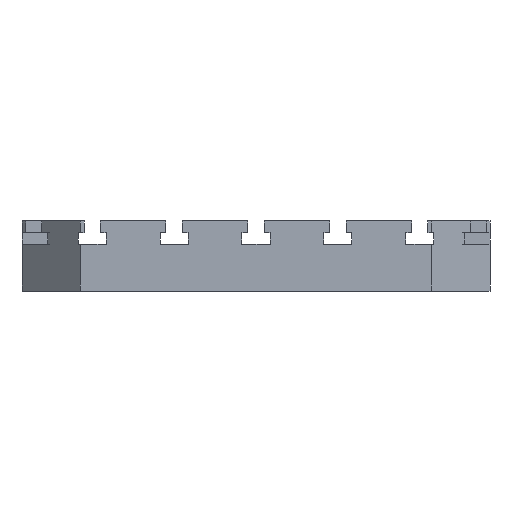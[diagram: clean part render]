
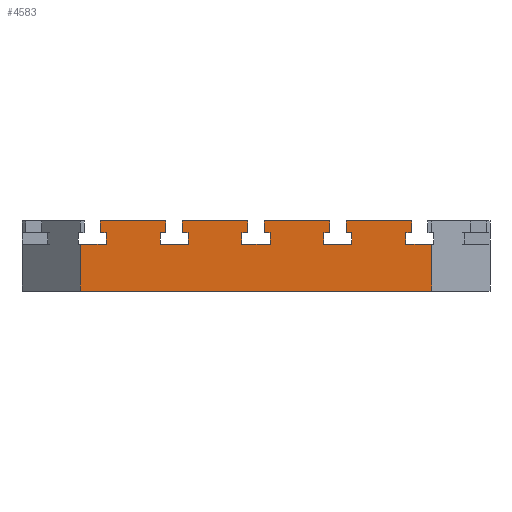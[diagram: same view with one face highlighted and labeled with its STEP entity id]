
A CAD part, left-side view. The second image highlights one B-rep face of the part: STEP entity #4583.
In plain terms, the highlighted planar face has unit normal (-1, 0, 0).
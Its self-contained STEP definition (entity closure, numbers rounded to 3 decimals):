
#2643=EDGE_CURVE('',#3127,#4839,#7894,.T.);
#2661=EDGE_CURVE('',#3131,#4981,#7912,.T.);
#2755=VERTEX_POINT('',#8014);
#2891=VERTEX_POINT('',#8160);
#2905=EDGE_CURVE('',#2755,#6625,#8177,.T.);
#3051=VERTEX_POINT('',#8340);
#3111=EDGE_CURVE('',#7591,#4593,#8405,.T.);
#3127=VERTEX_POINT('',#8422);
#3131=VERTEX_POINT('',#8426);
#3133=VERTEX_POINT('',#8428);
#3279=VERTEX_POINT('',#8585);
#3311=VERTEX_POINT('',#8620);
#3331=EDGE_CURVE('',#5845,#4251,#8643,.T.);
#3421=VERTEX_POINT('',#8742);
#3477=EDGE_CURVE('',#3133,#4893,#8806,.T.);
#3593=VERTEX_POINT('',#8930);
#3675=EDGE_CURVE('',#6257,#7481,#9020,.T.);
#3717=EDGE_CURVE('',#5441,#2755,#9066,.T.);
#3905=EDGE_CURVE('',#3941,#4981,#9273,.T.);
#3941=VERTEX_POINT('',#9313);
#4071=EDGE_CURVE('',#4747,#3279,#9453,.T.);
#4091=VERTEX_POINT('',#9475);
#4235=EDGE_CURVE('',#6873,#4091,#9635,.T.);
#4251=VERTEX_POINT('',#9652);
#4481=EDGE_CURVE('',#7481,#3593,#9931,.T.);
#4503=VERTEX_POINT('',#9953);
#4531=EDGE_CURVE('',#6387,#6035,#9981,.T.);
#4583=ADVANCED_FACE('',(#10038),#10039,.F.);
#4593=VERTEX_POINT('',#10049);
#4595=VERTEX_POINT('',#10051);
#4747=VERTEX_POINT('',#10215);
#4775=EDGE_CURVE('',#3279,#6655,#10246,.T.);
#4803=EDGE_CURVE('',#4091,#3311,#10276,.T.);
#4807=EDGE_CURVE('',#6625,#3127,#10280,.T.);
#4839=VERTEX_POINT('',#10314);
#4875=EDGE_CURVE('',#4251,#4595,#10355,.T.);
#4893=VERTEX_POINT('',#10374);
#4905=EDGE_CURVE('',#6369,#7591,#10387,.T.);
#4981=VERTEX_POINT('',#10474);
#5021=VERTEX_POINT('',#10519);
#5151=EDGE_CURVE('',#6771,#4747,#10661,.T.);
#5255=VERTEX_POINT('',#10776);
#5281=EDGE_CURVE('',#3051,#4503,#10804,.T.);
#5371=EDGE_CURVE('',#5021,#6521,#10903,.T.);
#5441=VERTEX_POINT('',#10982);
#5515=EDGE_CURVE('',#7549,#6369,#11068,.T.);
#5845=VERTEX_POINT('',#11427);
#5913=EDGE_CURVE('',#6655,#7549,#11500,.T.);
#5919=EDGE_CURVE('',#6035,#5845,#11506,.T.);
#5949=EDGE_CURVE('',#5021,#2891,#11536,.T.);
#6035=VERTEX_POINT('',#11633);
#6257=VERTEX_POINT('',#11877);
#6289=EDGE_CURVE('',#3593,#5255,#11913,.T.);
#6369=VERTEX_POINT('',#12002);
#6387=VERTEX_POINT('',#12023);
#6521=VERTEX_POINT('',#12172);
#6625=VERTEX_POINT('',#12286);
#6627=EDGE_CURVE('',#6771,#3311,#12288,.T.);
#6655=VERTEX_POINT('',#12321);
#6771=VERTEX_POINT('',#12449);
#6843=EDGE_CURVE('',#4595,#3421,#12525,.T.);
#6873=VERTEX_POINT('',#12558);
#7121=EDGE_CURVE('',#5441,#3421,#12833,.T.);
#7465=EDGE_CURVE('',#3131,#6257,#13203,.T.);
#7473=EDGE_CURVE('',#4839,#2891,#13211,.T.);
#7481=VERTEX_POINT('',#13220);
#7519=EDGE_CURVE('',#5255,#6873,#13261,.T.);
#7549=VERTEX_POINT('',#13294);
#7577=EDGE_CURVE('',#4893,#3941,#13326,.T.);
#7591=VERTEX_POINT('',#13342);
#7843=EDGE_CURVE('',#6521,#3133,#13620,.T.);
#7845=EDGE_CURVE('',#3051,#4593,#13622,.T.);
#7849=EDGE_CURVE('',#4503,#6387,#13626,.T.);
#7894=LINE('',#13665,#13666);
#7912=LINE('',#13697,#13698);
#8014=CARTESIAN_POINT('',(-250.0,133.0,50.0));
#8160=CARTESIAN_POINT('',(-250.0,150.0,0.0));
#8177=LINE('',#14072,#14073);
#8340=CARTESIAN_POINT('',(-250.0,63.0,60.0));
#8405=LINE('',#14388,#14389);
#8422=CARTESIAN_POINT('',(-250.0,128.0,40.0));
#8426=CARTESIAN_POINT('',(-250.0,-77.0,60.0));
#8428=CARTESIAN_POINT('',(-250.0,-128.0,40.0));
#8585=CARTESIAN_POINT('',(-250.0,-12.0,50.0));
#8620=CARTESIAN_POINT('',(-250.0,-63.0,60.0));
#8643=LINE('',#14729,#14730);
#8742=CARTESIAN_POINT('',(-250.0,77.0,60.0));
#8806=LINE('',#14963,#14964);
#8930=CARTESIAN_POINT('',(-250.0,-82.0,40.0));
#9020=LINE('',#15281,#15282);
#9066=LINE('',#15350,#15351);
#9273=LINE('',#15652,#15653);
#9313=CARTESIAN_POINT('',(-250.0,-133.0,50.0));
#9453=LINE('',#15905,#15906);
#9475=CARTESIAN_POINT('',(-250.0,-63.0,50.0));
#9635=LINE('',#16161,#16162);
#9652=CARTESIAN_POINT('',(-250.0,82.0,50.0));
#9931=LINE('',#16574,#16575);
#9953=CARTESIAN_POINT('',(-250.0,63.0,50.0));
#9981=LINE('',#16655,#16656);
#10038=FACE_OUTER_BOUND('',#16741,.T.);
#10039=PLANE('',#16742);
#10049=CARTESIAN_POINT('',(-250.0,7.,60.0));
#10051=CARTESIAN_POINT('',(-250.0,77.0,50.0));
#10215=CARTESIAN_POINT('',(-250.0,-7.,50.0));
#10246=LINE('',#17047,#17048);
#10276=LINE('',#17089,#17090);
#10280=LINE('',#17097,#17098);
#10314=CARTESIAN_POINT('',(-250.0,150.0,40.0));
#10355=LINE('',#17202,#17203);
#10374=CARTESIAN_POINT('',(-250.0,-128.0,50.0));
#10387=LINE('',#17252,#17253);
#10474=CARTESIAN_POINT('',(-250.0,-133.0,60.0));
#10519=CARTESIAN_POINT('',(-250.0,-150.0,0.0));
#10661=LINE('',#17646,#17647);
#10776=CARTESIAN_POINT('',(-250.0,-58.0,40.0));
#10804=LINE('',#17854,#17855);
#10903=LINE('',#17991,#17992);
#10982=CARTESIAN_POINT('',(-250.0,133.0,60.0));
#11068=LINE('',#18217,#18218);
#11427=CARTESIAN_POINT('',(-250.0,82.0,40.0));
#11500=LINE('',#18856,#18857);
#11506=LINE('',#18864,#18865);
#11536=LINE('',#18904,#18905);
#11633=CARTESIAN_POINT('',(-250.0,58.0,40.0));
#11877=CARTESIAN_POINT('',(-250.0,-77.0,50.0));
#11913=LINE('',#19423,#19424);
#12002=CARTESIAN_POINT('',(-250.0,12.0,50.0));
#12023=CARTESIAN_POINT('',(-250.0,58.0,50.0));
#12172=CARTESIAN_POINT('',(-250.0,-150.0,40.0));
#12286=CARTESIAN_POINT('',(-250.0,128.0,50.0));
#12288=LINE('',#19950,#19951);
#12321=CARTESIAN_POINT('',(-250.0,-12.0,40.0));
#12449=CARTESIAN_POINT('',(-250.0,-7.,60.0));
#12525=LINE('',#20294,#20295);
#12558=CARTESIAN_POINT('',(-250.0,-58.0,50.0));
#12833=LINE('',#20747,#20748);
#13203=LINE('',#21293,#21294);
#13211=LINE('',#21305,#21306);
#13220=CARTESIAN_POINT('',(-250.0,-82.0,50.0));
#13261=LINE('',#21380,#21381);
#13294=CARTESIAN_POINT('',(-250.0,12.0,40.0));
#13326=LINE('',#21470,#21471);
#13342=CARTESIAN_POINT('',(-250.0,7.,50.0));
#13620=LINE('',#21884,#21885);
#13622=LINE('',#21888,#21889);
#13626=LINE('',#21896,#21897);
#13665=CARTESIAN_POINT('',(-250.0,70.0,40.0));
#13666=VECTOR('',#21944,1.0);
#13697=CARTESIAN_POINT('',(-250.0,0.0,60.0));
#13698=VECTOR('',#21951,1.0);
#14072=CARTESIAN_POINT('',(-250.0,70.0,50.0));
#14073=VECTOR('',#22179,1.0);
#14388=CARTESIAN_POINT('',(-250.0,7.,40.0));
#14389=VECTOR('',#22409,1.0);
#14729=CARTESIAN_POINT('',(-250.0,82.0,37.5));
#14730=VECTOR('',#22676,1.0);
#14963=CARTESIAN_POINT('',(-250.0,-128.0,37.5));
#14964=VECTOR('',#22850,1.0);
#15281=CARTESIAN_POINT('',(-250.0,-35.0,50.0));
#15282=VECTOR('',#23045,1.0);
#15350=CARTESIAN_POINT('',(-250.0,133.0,40.0));
#15351=VECTOR('',#23091,1.0);
#15652=CARTESIAN_POINT('',(-250.0,-133.0,40.0));
#15653=VECTOR('',#23290,1.0);
#15905=CARTESIAN_POINT('',(-250.0,0.,50.0));
#15906=VECTOR('',#23490,1.0);
#16161=CARTESIAN_POINT('',(-250.0,-35.0,50.0));
#16162=VECTOR('',#23668,1.0);
#16574=CARTESIAN_POINT('',(-250.0,-82.0,37.5));
#16575=VECTOR('',#24151,1.0);
#16655=CARTESIAN_POINT('',(-250.0,58.0,37.5));
#16656=VECTOR('',#24169,1.0);
#16741=EDGE_LOOP('',(#24225,#24226,#24227,#24228,#24229,#24230,#24231,#24232,#24233,#24234,#24235,#24236,#24237,#24238,#24239,#24240,#24241,#24242,#24243,#24244,#24245,#24246,#24247,#24248,#24249,#24250,#24251,#24252,#24253,#24254,#24255,#24256,#24257,#24258,#24259,#24260));
#16742=AXIS2_PLACEMENT_3D('',#24261,#24262,#24263);
#17047=CARTESIAN_POINT('',(-250.0,-12.0,37.5));
#17048=VECTOR('',#24454,1.0);
#17089=CARTESIAN_POINT('',(-250.0,-63.0,40.0));
#17090=VECTOR('',#24476,1.0);
#17097=CARTESIAN_POINT('',(-250.0,128.0,37.5));
#17098=VECTOR('',#24478,1.0);
#17202=CARTESIAN_POINT('',(-250.0,35.0,50.0));
#17203=VECTOR('',#24550,1.0);
#17252=CARTESIAN_POINT('',(-250.0,0.,50.0));
#17253=VECTOR('',#24575,1.0);
#17646=CARTESIAN_POINT('',(-250.0,-7.,40.0));
#17647=VECTOR('',#24841,1.0);
#17854=CARTESIAN_POINT('',(-250.0,63.0,40.0));
#17855=VECTOR('',#24980,1.0);
#17991=CARTESIAN_POINT('',(-250.0,-150.0,15.0));
#17992=VECTOR('',#25071,1.0);
#18217=CARTESIAN_POINT('',(-250.0,12.0,37.5));
#18218=VECTOR('',#25277,1.0);
#18856=CARTESIAN_POINT('',(-250.0,0.,40.0));
#18857=VECTOR('',#25663,1.0);
#18864=CARTESIAN_POINT('',(-250.0,35.0,40.0));
#18865=VECTOR('',#25664,1.0);
#18904=CARTESIAN_POINT('',(-250.0,0.0,0.0));
#18905=VECTOR('',#25669,1.0);
#19423=CARTESIAN_POINT('',(-250.0,-35.0,40.0));
#19424=VECTOR('',#26045,1.0);
#19950=CARTESIAN_POINT('',(-250.0,0.0,60.0));
#19951=VECTOR('',#26435,1.0);
#20294=CARTESIAN_POINT('',(-250.0,77.0,40.0));
#20295=VECTOR('',#26668,1.0);
#20747=CARTESIAN_POINT('',(-250.0,0.0,60.0));
#20748=VECTOR('',#27036,1.0);
#21293=CARTESIAN_POINT('',(-250.0,-77.0,40.0));
#21294=VECTOR('',#27348,1.0);
#21305=CARTESIAN_POINT('',(-250.0,150.0,15.0));
#21306=VECTOR('',#27350,1.0);
#21380=CARTESIAN_POINT('',(-250.0,-58.0,37.5));
#21381=VECTOR('',#27397,1.0);
#21470=CARTESIAN_POINT('',(-250.0,-70.0,50.0));
#21471=VECTOR('',#27468,1.0);
#21884=CARTESIAN_POINT('',(-250.0,-70.0,40.0));
#21885=VECTOR('',#27772,1.0);
#21888=CARTESIAN_POINT('',(-250.0,0.0,60.0));
#21889=VECTOR('',#27773,1.0);
#21896=CARTESIAN_POINT('',(-250.0,35.0,50.0));
#21897=VECTOR('',#27775,1.0);
#21944=DIRECTION('',(0.0,1.0,0.0));
#21951=DIRECTION('',(0.0,-1.0,0.0));
#22179=DIRECTION('',(0.0,-1.0,0.0));
#22409=DIRECTION('',(-0.0,0.0,1.0));
#22676=DIRECTION('',(-0.0,0.0,1.0));
#22850=DIRECTION('',(-0.0,0.0,1.0));
#23045=DIRECTION('',(0.0,-1.0,0.0));
#23091=DIRECTION('',(0.0,0.0,-1.0));
#23290=DIRECTION('',(-0.0,0.0,1.0));
#23490=DIRECTION('',(0.0,-1.0,0.0));
#23668=DIRECTION('',(0.0,-1.0,0.0));
#24151=DIRECTION('',(0.0,0.0,-1.0));
#24169=DIRECTION('',(0.0,0.0,-1.0));
#24225=ORIENTED_EDGE('',*,*,#5371,.T.);
#24226=ORIENTED_EDGE('',*,*,#7843,.T.);
#24227=ORIENTED_EDGE('',*,*,#3477,.T.);
#24228=ORIENTED_EDGE('',*,*,#7577,.T.);
#24229=ORIENTED_EDGE('',*,*,#3905,.T.);
#24230=ORIENTED_EDGE('',*,*,#2661,.F.);
#24231=ORIENTED_EDGE('',*,*,#7465,.T.);
#24232=ORIENTED_EDGE('',*,*,#3675,.T.);
#24233=ORIENTED_EDGE('',*,*,#4481,.T.);
#24234=ORIENTED_EDGE('',*,*,#6289,.T.);
#24235=ORIENTED_EDGE('',*,*,#7519,.T.);
#24236=ORIENTED_EDGE('',*,*,#4235,.T.);
#24237=ORIENTED_EDGE('',*,*,#4803,.T.);
#24238=ORIENTED_EDGE('',*,*,#6627,.F.);
#24239=ORIENTED_EDGE('',*,*,#5151,.T.);
#24240=ORIENTED_EDGE('',*,*,#4071,.T.);
#24241=ORIENTED_EDGE('',*,*,#4775,.T.);
#24242=ORIENTED_EDGE('',*,*,#5913,.T.);
#24243=ORIENTED_EDGE('',*,*,#5515,.T.);
#24244=ORIENTED_EDGE('',*,*,#4905,.T.);
#24245=ORIENTED_EDGE('',*,*,#3111,.T.);
#24246=ORIENTED_EDGE('',*,*,#7845,.F.);
#24247=ORIENTED_EDGE('',*,*,#5281,.T.);
#24248=ORIENTED_EDGE('',*,*,#7849,.T.);
#24249=ORIENTED_EDGE('',*,*,#4531,.T.);
#24250=ORIENTED_EDGE('',*,*,#5919,.T.);
#24251=ORIENTED_EDGE('',*,*,#3331,.T.);
#24252=ORIENTED_EDGE('',*,*,#4875,.T.);
#24253=ORIENTED_EDGE('',*,*,#6843,.T.);
#24254=ORIENTED_EDGE('',*,*,#7121,.F.);
#24255=ORIENTED_EDGE('',*,*,#3717,.T.);
#24256=ORIENTED_EDGE('',*,*,#2905,.T.);
#24257=ORIENTED_EDGE('',*,*,#4807,.T.);
#24258=ORIENTED_EDGE('',*,*,#2643,.T.);
#24259=ORIENTED_EDGE('',*,*,#7473,.T.);
#24260=ORIENTED_EDGE('',*,*,#5949,.F.);
#24261=CARTESIAN_POINT('',(-250.0,0.0,30.0));
#24262=DIRECTION('',(1.0,0.0,0.0));
#24263=DIRECTION('',(0.0,1.0,-0.0));
#24454=DIRECTION('',(0.0,0.0,-1.0));
#24476=DIRECTION('',(-0.0,0.0,1.0));
#24478=DIRECTION('',(0.0,0.0,-1.0));
#24550=DIRECTION('',(0.0,-1.0,0.0));
#24575=DIRECTION('',(0.0,-1.0,0.0));
#24841=DIRECTION('',(0.0,0.0,-1.0));
#24980=DIRECTION('',(0.0,0.0,-1.0));
#25071=DIRECTION('',(0.0,0.0,1.0));
#25277=DIRECTION('',(-0.0,0.0,1.0));
#25663=DIRECTION('',(0.0,1.0,0.0));
#25664=DIRECTION('',(0.0,1.0,0.0));
#25669=DIRECTION('',(0.0,1.0,0.0));
#26045=DIRECTION('',(0.0,1.0,0.0));
#26435=DIRECTION('',(0.0,-1.0,0.0));
#26668=DIRECTION('',(-0.0,0.0,1.0));
#27036=DIRECTION('',(0.0,-1.0,0.0));
#27348=DIRECTION('',(0.0,0.0,-1.0));
#27350=DIRECTION('',(0.0,0.0,-1.0));
#27397=DIRECTION('',(-0.0,0.0,1.0));
#27468=DIRECTION('',(0.0,-1.0,0.0));
#27772=DIRECTION('',(0.0,1.0,0.0));
#27773=DIRECTION('',(0.0,-1.0,0.0));
#27775=DIRECTION('',(0.0,-1.0,0.0));
